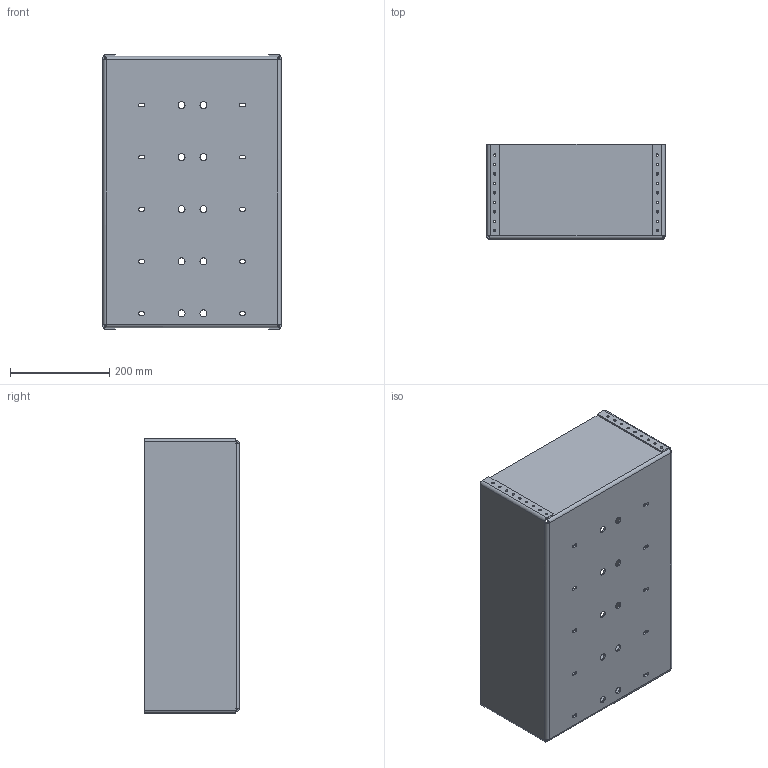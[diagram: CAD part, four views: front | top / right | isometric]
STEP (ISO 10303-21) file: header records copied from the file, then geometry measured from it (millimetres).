
FILE_DESCRIPTION (( 'STEP AP203' ), '1' );
FILE_NAME ('MockContainer2SCS.STEP', '2024-12-09T00:12:13', ( '' ), ( '' ), 'SwSTEP 2.0', 'SolidWorks 2024', '' );
FILE_SCHEMA (( 'CONFIG_CONTROL_DESIGN' ));
Length unit declared in the file: millimetre
Products named in the file (1): MockContainer2SCS
Bounding box: 358.35 x 190.47 x 551.9 mm (x, y, z)
Volume: 1708362.6 mm3; surface area: 1094387.8 mm2
Topology: 1 solids, 1 shells, 332 faces, 926 edges, 596 vertices
Faces by surface type: cylinder 230, plane 94, bspline 8
Entity records: 11667 total; most frequent: CARTESIAN_POINT 2311, DIRECTION 2004, ORIENTED_EDGE 1852, EDGE_CURVE 926, AXIS2_PLACEMENT_3D 769, VERTEX_POINT 596, EDGE_LOOP 536, LINE 466
